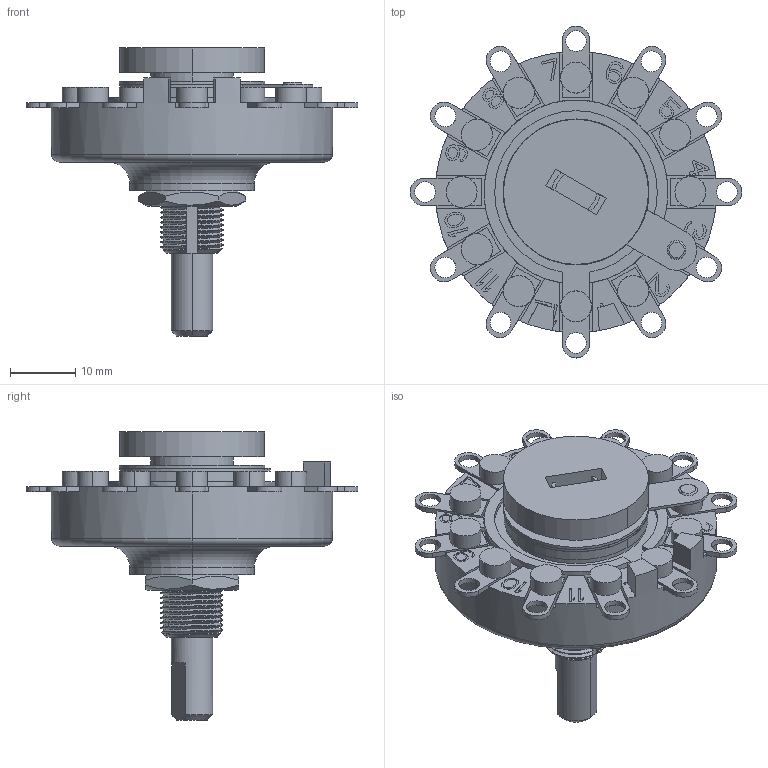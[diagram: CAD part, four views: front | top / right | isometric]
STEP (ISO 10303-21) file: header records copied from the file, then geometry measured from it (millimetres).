
FILE_DESCRIPTION((''),'2;1');
FILE_NAME('19-1','2015-02-16T',('amercuri'),(''),'PRO/ENGINEER BY PARAMETRIC TECHNOLOGY CORPORATION, 2011490','PRO/ENGINEER BY PARAMETRIC TECHNOLOGY CORPORATION, 2011490','');
FILE_SCHEMA(('CONFIG_CONTROL_DESIGN'));
Length unit declared in the file: inch
Products named in the file (1): 19-1
Bounding box: 50.85 x 50.85 x 44.11 mm (x, y, z)
Volume: 17928.4 mm3; surface area: 9399.7 mm2
Topology: 1 solids, 2 shells, 878 faces, 2446 edges, 1606 vertices
Faces by surface type: plane 686, cylinder 148, bspline 31, cone 7, torus 6
Entity records: 33625 total; most frequent: CARTESIAN_POINT 10838, ORIENTED_EDGE 4892, DIRECTION 4515, EDGE_CURVE 2446, VECTOR 1869, LINE 1869, VERTEX_POINT 1606, AXIS2_PLACEMENT_3D 1323
